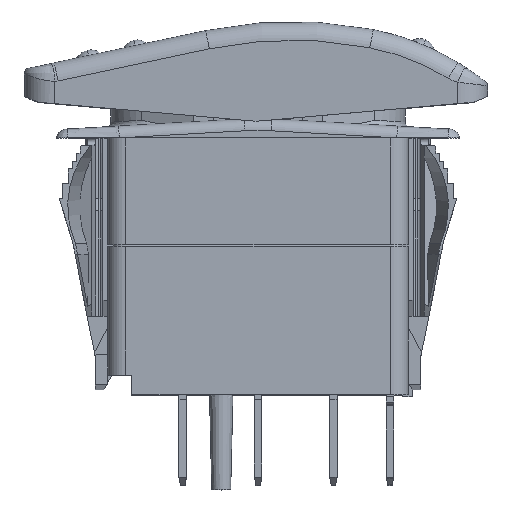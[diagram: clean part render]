
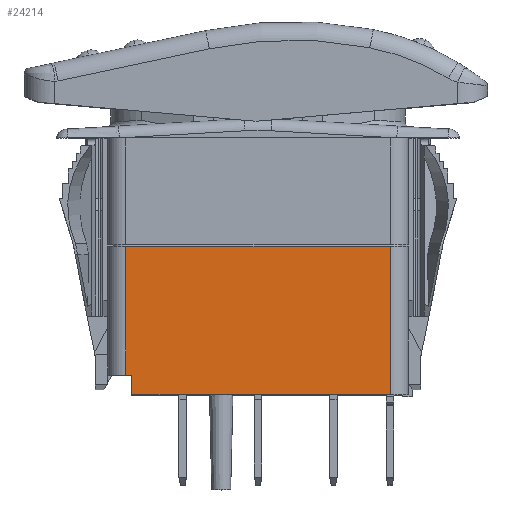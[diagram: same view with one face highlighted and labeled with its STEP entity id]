
A CAD part, top view. The second image highlights one B-rep face of the part: STEP entity #24214.
In plain terms, the highlighted planar face has unit normal (0, 0, 1).
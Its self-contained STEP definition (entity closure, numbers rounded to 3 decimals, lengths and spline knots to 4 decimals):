
#672=DIRECTION('',(0.,-1.,0.));
#673=VECTOR('',#672,0.542);
#674=CARTESIAN_POINT('',(-0.558,0.,0.41));
#675=LINE('',#674,#673);
#681=DIRECTION('',(-1.,0.,0.));
#682=VECTOR('',#681,1.116);
#683=CARTESIAN_POINT('',(0.558,0.,0.41));
#684=LINE('',#683,#682);
#685=DIRECTION('',(1.,0.,0.));
#686=VECTOR('',#685,1.089);
#687=CARTESIAN_POINT('',(-0.531,-0.625,0.41));
#688=LINE('',#687,#686);
#689=DIRECTION('',(0.,1.,0.));
#690=VECTOR('',#689,0.083);
#691=CARTESIAN_POINT('',(-0.531,-0.625,0.41));
#692=LINE('',#691,#690);
#693=DIRECTION('',(1.,0.,0.));
#694=VECTOR('',#693,0.027);
#695=CARTESIAN_POINT('',(-0.558,-0.542,0.41));
#696=LINE('',#695,#694);
#706=DIRECTION('',(0.,1.,0.));
#707=VECTOR('',#706,0.625);
#708=CARTESIAN_POINT('',(0.558,-0.625,0.41));
#709=LINE('',#708,#707);
#18060=CARTESIAN_POINT('',(-0.558,0.,0.41));
#18061=CARTESIAN_POINT('',(-0.558,-0.542,0.41));
#18062=VERTEX_POINT('',#18060);
#18063=VERTEX_POINT('',#18061);
#18080=CARTESIAN_POINT('',(0.558,-0.625,0.41));
#18081=CARTESIAN_POINT('',(0.558,0.,0.41));
#18082=VERTEX_POINT('',#18080);
#18083=VERTEX_POINT('',#18081);
#18246=CARTESIAN_POINT('',(-0.531,-0.625,0.41));
#18247=CARTESIAN_POINT('',(-0.531,-0.542,0.41));
#18248=VERTEX_POINT('',#18246);
#18249=VERTEX_POINT('',#18247);
#24198=CARTESIAN_POINT('',(0.,0.,0.41));
#24199=DIRECTION('',(0.,0.,1.));
#24200=DIRECTION('',(1.,0.,0.));
#24201=AXIS2_PLACEMENT_3D('',#24198,#24199,#24200);
#24202=PLANE('',#24201);
#24203=ORIENTED_EDGE('',*,*,#24191,.F.);
#24204=ORIENTED_EDGE('',*,*,#24069,.F.);
#24206=ORIENTED_EDGE('',*,*,#24205,.F.);
#24207=ORIENTED_EDGE('',*,*,#23899,.F.);
#24209=ORIENTED_EDGE('',*,*,#24208,.T.);
#24211=ORIENTED_EDGE('',*,*,#24210,.F.);
#24212=EDGE_LOOP('',(#24203,#24204,#24206,#24207,#24209,#24211));
#24213=FACE_OUTER_BOUND('',#24212,.F.);
#23899=EDGE_CURVE('',#18248,#18082,#688,.T.);
#24069=EDGE_CURVE('',#18083,#18062,#684,.T.);
#24191=EDGE_CURVE('',#18062,#18063,#675,.T.);
#24205=EDGE_CURVE('',#18082,#18083,#709,.T.);
#24208=EDGE_CURVE('',#18248,#18249,#692,.T.);
#24210=EDGE_CURVE('',#18063,#18249,#696,.T.);
#24214=ADVANCED_FACE('',(#24213),#24202,.T.);
